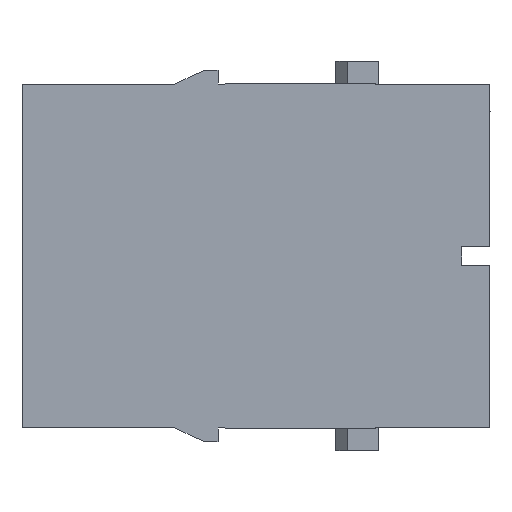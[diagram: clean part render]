
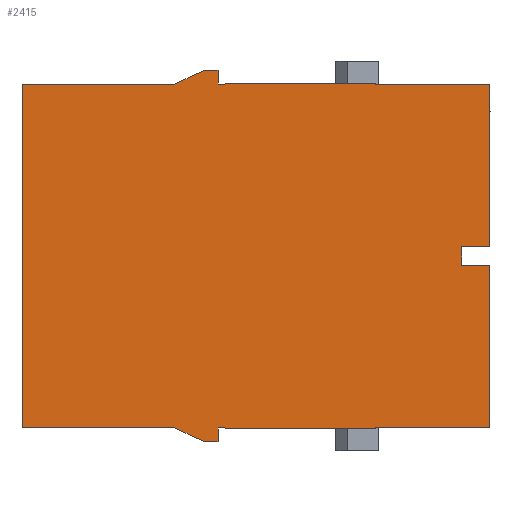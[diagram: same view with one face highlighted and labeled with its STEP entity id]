
A CAD part, left-side view. The second image highlights one B-rep face of the part: STEP entity #2415.
In plain terms, the highlighted planar face has unit normal (-1, 0, 0).
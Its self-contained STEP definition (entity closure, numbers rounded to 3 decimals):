
#876=FACE_OUTER_BOUND('',#2710,.T.);
#1342=LINE('',#8062,#1873);
#1346=LINE('',#8070,#1877);
#1347=LINE('',#8072,#1878);
#1351=LINE('',#8081,#1882);
#1354=LINE('',#8087,#1885);
#1358=LINE('',#8095,#1889);
#1362=LINE('',#8101,#1893);
#1364=LINE('',#8106,#1895);
#1366=LINE('',#8109,#1897);
#1370=LINE('',#8118,#1901);
#1373=LINE('',#8124,#1904);
#1377=LINE('',#8132,#1908);
#1383=LINE('',#8140,#1914);
#1385=LINE('',#8145,#1916);
#1394=LINE('',#8162,#1925);
#1396=LINE('',#8167,#1927);
#1400=LINE('',#8174,#1931);
#1405=LINE('',#8184,#1936);
#1406=LINE('',#8186,#1937);
#1407=LINE('',#8188,#1938);
#1873=VECTOR('',#6660,1.);
#1877=VECTOR('',#6666,1.);
#1878=VECTOR('',#6669,1.);
#1882=VECTOR('',#6675,1.);
#1885=VECTOR('',#6680,1.);
#1889=VECTOR('',#6688,1.);
#1893=VECTOR('',#6692,1.);
#1895=VECTOR('',#6696,1.);
#1897=VECTOR('',#6700,1.);
#1901=VECTOR('',#6706,1.);
#1904=VECTOR('',#6711,1.);
#1908=VECTOR('',#6719,1.);
#1914=VECTOR('',#6725,1.);
#1916=VECTOR('',#6729,1.);
#1925=VECTOR('',#6746,1.);
#1927=VECTOR('',#6750,1.);
#1931=VECTOR('',#6756,1.);
#1936=VECTOR('',#6765,1.);
#1937=VECTOR('',#6768,1.);
#1938=VECTOR('',#6769,1.);
#2141=PLANE('',#5599);
#2415=ADVANCED_FACE('',(#876),#2141,.T.);
#2710=EDGE_LOOP('',(#3839,#3840,#3841,#3842,#3843,#3844,#3845,#3846,#3847,
#3848,#3849,#3850,#3851,#3852,#3853,#3854,#3855,#3856,#3857,#3858));
#3839=ORIENTED_EDGE('',*,*,#4566,.T.);
#3840=ORIENTED_EDGE('',*,*,#4567,.T.);
#3841=ORIENTED_EDGE('',*,*,#4568,.T.);
#3842=ORIENTED_EDGE('',*,*,#4503,.T.);
#3843=ORIENTED_EDGE('',*,*,#4507,.T.);
#3844=ORIENTED_EDGE('',*,*,#4519,.T.);
#3845=ORIENTED_EDGE('',*,*,#4515,.T.);
#3846=ORIENTED_EDGE('',*,*,#4512,.T.);
#3847=ORIENTED_EDGE('',*,*,#4508,.T.);
#3848=ORIENTED_EDGE('',*,*,#4523,.T.);
#3849=ORIENTED_EDGE('',*,*,#4525,.T.);
#3850=ORIENTED_EDGE('',*,*,#4538,.T.);
#3851=ORIENTED_EDGE('',*,*,#4534,.T.);
#3852=ORIENTED_EDGE('',*,*,#4531,.T.);
#3853=ORIENTED_EDGE('',*,*,#4527,.T.);
#3854=ORIENTED_EDGE('',*,*,#4544,.T.);
#3855=ORIENTED_EDGE('',*,*,#4546,.T.);
#3856=ORIENTED_EDGE('',*,*,#4555,.T.);
#3857=ORIENTED_EDGE('',*,*,#4557,.T.);
#3858=ORIENTED_EDGE('',*,*,#4561,.T.);
#4503=EDGE_CURVE('',#5125,#5124,#1342,.T.);
#4507=EDGE_CURVE('',#5124,#5127,#1346,.T.);
#4508=EDGE_CURVE('',#5128,#5129,#1347,.T.);
#4512=EDGE_CURVE('',#5132,#5128,#1351,.T.);
#4515=EDGE_CURVE('',#5134,#5132,#1354,.T.);
#4519=EDGE_CURVE('',#5127,#5134,#1358,.T.);
#4523=EDGE_CURVE('',#5129,#5137,#1362,.T.);
#4525=EDGE_CURVE('',#5137,#5139,#1364,.T.);
#4527=EDGE_CURVE('',#5140,#5141,#1366,.T.);
#4531=EDGE_CURVE('',#5144,#5140,#1370,.T.);
#4534=EDGE_CURVE('',#5146,#5144,#1373,.T.);
#4538=EDGE_CURVE('',#5139,#5146,#1377,.T.);
#4544=EDGE_CURVE('',#5141,#5149,#1383,.T.);
#4546=EDGE_CURVE('',#5149,#5150,#1385,.T.);
#4555=EDGE_CURVE('',#5150,#5155,#1394,.T.);
#4557=EDGE_CURVE('',#5155,#5157,#1396,.T.);
#4561=EDGE_CURVE('',#5157,#5159,#1400,.T.);
#4566=EDGE_CURVE('',#5159,#5162,#1405,.T.);
#4567=EDGE_CURVE('',#5162,#5163,#1406,.T.);
#4568=EDGE_CURVE('',#5163,#5125,#1407,.T.);
#5124=VERTEX_POINT('',#8061);
#5125=VERTEX_POINT('',#8063);
#5127=VERTEX_POINT('',#8069);
#5128=VERTEX_POINT('',#8073);
#5129=VERTEX_POINT('',#8074);
#5132=VERTEX_POINT('',#8082);
#5134=VERTEX_POINT('',#8088);
#5137=VERTEX_POINT('',#8100);
#5139=VERTEX_POINT('',#8105);
#5140=VERTEX_POINT('',#8110);
#5141=VERTEX_POINT('',#8111);
#5144=VERTEX_POINT('',#8119);
#5146=VERTEX_POINT('',#8125);
#5149=VERTEX_POINT('',#8139);
#5150=VERTEX_POINT('',#8143);
#5155=VERTEX_POINT('',#8161);
#5157=VERTEX_POINT('',#8166);
#5159=VERTEX_POINT('',#8173);
#5162=VERTEX_POINT('',#8183);
#5163=VERTEX_POINT('',#8187);
#5599=AXIS2_PLACEMENT_3D('',#8189,#6770,#6771);
#6660=DIRECTION('',(0.,1.,0.));
#6666=DIRECTION('',(0.,0.,1.));
#6669=DIRECTION('',(0.,0.906,-0.424));
#6675=DIRECTION('',(0.,1.,0.));
#6680=DIRECTION('',(0.,0.,1.));
#6688=DIRECTION('',(0.,1.,-0.002));
#6692=DIRECTION('',(0.,1.,-0.002));
#6696=DIRECTION('',(0.,0.,-1.));
#6700=DIRECTION('',(0.,0.,1.));
#6706=DIRECTION('',(0.,-1.,0.));
#6711=DIRECTION('',(0.,-0.906,-0.424));
#6719=DIRECTION('',(0.,-1.,-0.002));
#6725=DIRECTION('',(0.,-1.,-0.002));
#6729=DIRECTION('',(0.,0.,1.));
#6746=DIRECTION('',(0.,-1.,0.));
#6750=DIRECTION('',(0.,0.,1.));
#6756=DIRECTION('',(0.,1.,0.));
#6765=DIRECTION('',(0.,0.,1.));
#6768=DIRECTION('',(0.,-1.,0.));
#6769=DIRECTION('',(0.,0.,1.));
#6770=DIRECTION('',(-1.,0.,0.));
#6771=DIRECTION('',(0.,-1.,0.));
#8061=CARTESIAN_POINT('',(-7.3,-15.,15.25));
#8062=CARTESIAN_POINT('',(-7.3,-25.1,15.25));
#8063=CARTESIAN_POINT('',(-7.3,-25.1,15.25));
#8069=CARTESIAN_POINT('',(-7.3,-15.,15.3));
#8070=CARTESIAN_POINT('',(-7.3,-15.,15.25));
#8072=CARTESIAN_POINT('',(-7.3,0.1,16.5));
#8073=CARTESIAN_POINT('',(-7.3,0.1,16.5));
#8074=CARTESIAN_POINT('',(-7.3,2.723,15.272));
#8081=CARTESIAN_POINT('',(-7.3,-1.1,16.5));
#8082=CARTESIAN_POINT('',(-7.3,-1.1,16.5));
#8087=CARTESIAN_POINT('',(-7.3,-1.1,15.278));
#8088=CARTESIAN_POINT('',(-7.3,-1.1,15.278));
#8095=CARTESIAN_POINT('',(-7.3,-15.,15.3));
#8100=CARTESIAN_POINT('',(-7.3,16.2,15.25));
#8101=CARTESIAN_POINT('',(-7.3,2.723,15.272));
#8105=CARTESIAN_POINT('',(-7.3,16.2,-15.05));
#8106=CARTESIAN_POINT('',(-7.3,16.2,15.25));
#8109=CARTESIAN_POINT('',(-7.3,-1.1,-16.3));
#8110=CARTESIAN_POINT('',(-7.3,-1.1,-16.3));
#8111=CARTESIAN_POINT('',(-7.3,-1.1,-15.078));
#8118=CARTESIAN_POINT('',(-7.3,0.1,-16.3));
#8119=CARTESIAN_POINT('',(-7.3,0.1,-16.3));
#8124=CARTESIAN_POINT('',(-7.3,2.723,-15.072));
#8125=CARTESIAN_POINT('',(-7.3,2.723,-15.072));
#8132=CARTESIAN_POINT('',(-7.3,16.2,-15.05));
#8139=CARTESIAN_POINT('',(-7.3,-15.,-15.1));
#8140=CARTESIAN_POINT('',(-7.3,-1.1,-15.078));
#8143=CARTESIAN_POINT('',(-7.3,-15.,-15.05));
#8145=CARTESIAN_POINT('',(-7.3,-15.,-15.1));
#8161=CARTESIAN_POINT('',(-7.3,-25.1,-15.05));
#8162=CARTESIAN_POINT('',(-7.3,-15.,-15.05));
#8166=CARTESIAN_POINT('',(-7.3,-25.1,-0.7));
#8167=CARTESIAN_POINT('',(-7.3,-25.1,-15.05));
#8173=CARTESIAN_POINT('',(-7.3,-22.6,-0.7));
#8174=CARTESIAN_POINT('',(-7.3,-25.1,-0.7));
#8183=CARTESIAN_POINT('',(-7.3,-22.6,0.9));
#8184=CARTESIAN_POINT('',(-7.3,-22.6,-0.7));
#8186=CARTESIAN_POINT('',(-7.3,-22.6,0.9));
#8187=CARTESIAN_POINT('',(-7.3,-25.1,0.9));
#8188=CARTESIAN_POINT('',(-7.3,-25.1,0.9));
#8189=CARTESIAN_POINT('',(-7.3,17.4,-16.461));
